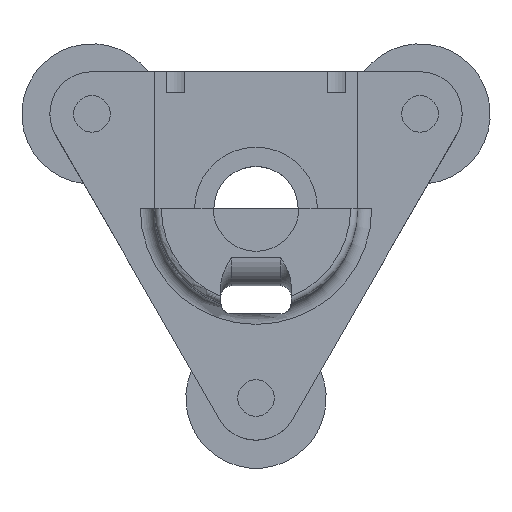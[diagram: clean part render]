
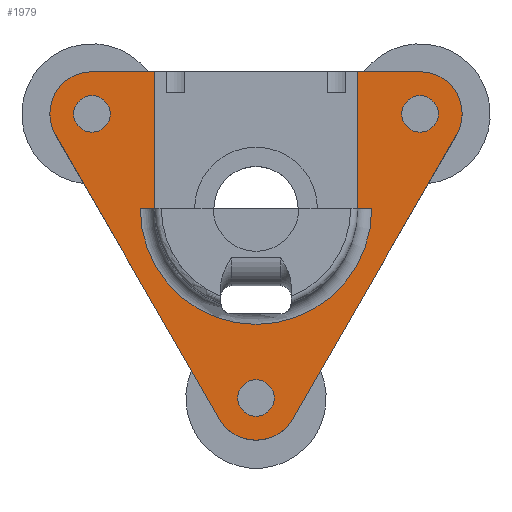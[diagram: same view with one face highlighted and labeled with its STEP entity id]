
A CAD part, top view. The second image highlights one B-rep face of the part: STEP entity #1979.
In plain terms, the highlighted planar face has unit normal (0, 0, 1).
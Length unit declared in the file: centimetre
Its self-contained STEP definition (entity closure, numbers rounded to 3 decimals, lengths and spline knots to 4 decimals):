
#162=PLANE('',#2144);
#208=VECTOR('',#2253,1.);
#215=VECTOR('',#2268,1.);
#312=VECTOR('',#2493,1.);
#326=VECTOR('',#2537,1.);
#327=VECTOR('',#2543,1.);
#328=VECTOR('',#2546,1.);
#329=VECTOR('',#2549,1.);
#391=LINE('',#2724,#208);
#398=LINE('',#2745,#215);
#495=LINE('',#3311,#312);
#509=LINE('',#3357,#326);
#510=LINE('',#3362,#327);
#511=LINE('',#3366,#328);
#512=LINE('',#3370,#329);
#586=VERTEX_POINT('',#2723);
#587=VERTEX_POINT('',#2725);
#596=VERTEX_POINT('',#2744);
#597=VERTEX_POINT('',#2746);
#696=VERTEX_POINT('',#3312);
#706=VERTEX_POINT('',#3356);
#708=VERTEX_POINT('',#3363);
#709=VERTEX_POINT('',#3365);
#710=VERTEX_POINT('',#3367);
#711=VERTEX_POINT('',#3369);
#712=VERTEX_POINT('',#3371);
#713=VERTEX_POINT('',#3373);
#714=VERTEX_POINT('',#3375);
#715=VERTEX_POINT('',#3377);
#716=VERTEX_POINT('',#3379);
#783=CIRCLE('',#2107,1.65);
#800=CIRCLE('',#2147,0.6);
#801=CIRCLE('',#2148,0.6);
#802=CIRCLE('',#2149,0.6);
#803=CIRCLE('',#2150,0.26);
#804=CIRCLE('',#2151,0.26);
#805=CIRCLE('',#2152,0.26);
#842=EDGE_CURVE('',#587,#586,#391,.T.);
#853=EDGE_CURVE('',#597,#596,#398,.T.);
#973=EDGE_CURVE('',#587,#596,#783,.T.);
#999=EDGE_CURVE('',#696,#597,#495,.T.);
#1023=EDGE_CURVE('',#586,#706,#509,.T.);
#1027=EDGE_CURVE('',#708,#706,#510,.T.);
#1028=EDGE_CURVE('',#709,#708,#800,.T.);
#1029=EDGE_CURVE('',#710,#709,#511,.T.);
#1030=EDGE_CURVE('',#711,#710,#801,.T.);
#1031=EDGE_CURVE('',#712,#711,#512,.T.);
#1032=EDGE_CURVE('',#713,#712,#802,.T.);
#1033=EDGE_CURVE('',#696,#713,#510,.T.);
#1034=EDGE_CURVE('',#714,#714,#803,.T.);
#1035=EDGE_CURVE('',#715,#715,#804,.T.);
#1036=EDGE_CURVE('',#716,#716,#805,.T.);
#1448=ORIENTED_EDGE('',*,*,#842,.T.);
#1449=ORIENTED_EDGE('',*,*,#1023,.T.);
#1450=ORIENTED_EDGE('',*,*,#1027,.F.);
#1451=ORIENTED_EDGE('',*,*,#1028,.F.);
#1452=ORIENTED_EDGE('',*,*,#1029,.F.);
#1453=ORIENTED_EDGE('',*,*,#1030,.F.);
#1454=ORIENTED_EDGE('',*,*,#1031,.F.);
#1455=ORIENTED_EDGE('',*,*,#1032,.F.);
#1456=ORIENTED_EDGE('',*,*,#1033,.F.);
#1457=ORIENTED_EDGE('',*,*,#999,.T.);
#1458=ORIENTED_EDGE('',*,*,#853,.T.);
#1459=ORIENTED_EDGE('',*,*,#973,.F.);
#1460=ORIENTED_EDGE('',*,*,#1034,.T.);
#1461=ORIENTED_EDGE('',*,*,#1035,.T.);
#1462=ORIENTED_EDGE('',*,*,#1036,.T.);
#1721=EDGE_LOOP('',(#1448,#1449,#1450,#1451,#1452,#1453,#1454,#1455,#1456,
#1457,#1458,#1459));
#1722=EDGE_LOOP('',(#1460));
#1723=EDGE_LOOP('',(#1461));
#1724=EDGE_LOOP('',(#1462));
#1859=FACE_BOUND('',#1721,.T.);
#1860=FACE_BOUND('',#1722,.T.);
#1861=FACE_BOUND('',#1723,.T.);
#1862=FACE_BOUND('',#1724,.T.);
#1979=ADVANCED_FACE('',(#1859,#1860,#1861,#1862),#162,.T.);
#2107=AXIS2_PLACEMENT_3D('',#3264,#2451,#2452);
#2144=AXIS2_PLACEMENT_3D('',#3358,#2538,$);
#2147=AXIS2_PLACEMENT_3D('',#3364,#2544,#2545);
#2148=AXIS2_PLACEMENT_3D('',#3368,#2547,#2548);
#2149=AXIS2_PLACEMENT_3D('',#3372,#2550,#2551);
#2150=AXIS2_PLACEMENT_3D('',#3374,#2552,#2553);
#2151=AXIS2_PLACEMENT_3D('',#3376,#2554,#2555);
#2152=AXIS2_PLACEMENT_3D('',#3378,#2556,#2557);
#2253=DIRECTION('',(1.,0.,0.));
#2268=DIRECTION('',(1.,0.,0.));
#2451=DIRECTION('',(0.,0.,1.));
#2452=DIRECTION('',(0.,-1.65,0.));
#2493=DIRECTION('',(0.,-1.,0.));
#2537=DIRECTION('',(0.,1.,0.));
#2538=DIRECTION('',(0.,0.,1.));
#2543=DIRECTION('',(1.,0.,0.));
#2544=DIRECTION('',(0.,0.,-1.));
#2545=DIRECTION('',(-0.52,0.3,0.));
#2546=DIRECTION('',(-0.5,0.866,0.));
#2547=DIRECTION('',(0.,0.,-1.));
#2548=DIRECTION('',(0.,-0.6,0.));
#2549=DIRECTION('',(-0.5,-0.866,0.));
#2550=DIRECTION('',(0.,0.,-1.));
#2551=DIRECTION('',(0.52,0.3,0.));
#2552=DIRECTION('',(0.,0.,-1.));
#2553=DIRECTION('',(0.26,0.,0.));
#2554=DIRECTION('',(0.,0.,-1.));
#2555=DIRECTION('',(-0.13,0.225,0.));
#2556=DIRECTION('',(0.,0.,-1.));
#2557=DIRECTION('',(-0.13,-0.225,0.));
#2723=CARTESIAN_POINT('',(-1.45,0.,0.7));
#2724=CARTESIAN_POINT('',(0.,0.,0.7));
#2725=CARTESIAN_POINT('',(-1.65,0.,0.7));
#2744=CARTESIAN_POINT('',(1.65,0.,0.7));
#2745=CARTESIAN_POINT('',(0.,0.,0.7));
#2746=CARTESIAN_POINT('',(1.45,0.,0.7));
#3264=CARTESIAN_POINT('',(0.,0.,0.7));
#3311=CARTESIAN_POINT('',(1.45,0.4875,0.7));
#3312=CARTESIAN_POINT('',(1.45,1.95,0.7));
#3356=CARTESIAN_POINT('',(-1.45,1.95,0.7));
#3357=CARTESIAN_POINT('',(-1.45,0.4875,0.7));
#3358=CARTESIAN_POINT('',(0.,0.,0.7));
#3362=CARTESIAN_POINT('',(3.3775,1.95,0.7));
#3363=CARTESIAN_POINT('',(-2.3383,1.95,0.7));
#3364=CARTESIAN_POINT('',(-2.3383,1.35,0.7));
#3365=CARTESIAN_POINT('',(-2.8579,1.05,0.7));
#3366=CARTESIAN_POINT('',(-3.3775,1.95,0.7));
#3367=CARTESIAN_POINT('',(-0.5196,-3.,0.7));
#3368=CARTESIAN_POINT('',(0.,-2.7,0.7));
#3369=CARTESIAN_POINT('',(0.5196,-3.,0.7));
#3370=CARTESIAN_POINT('',(0.,-3.9,0.7));
#3371=CARTESIAN_POINT('',(2.8579,1.05,0.7));
#3372=CARTESIAN_POINT('',(2.3383,1.35,0.7));
#3373=CARTESIAN_POINT('',(2.3383,1.95,0.7));
#3374=CARTESIAN_POINT('',(0.,-2.7,0.7));
#3375=CARTESIAN_POINT('',(-0.26,-2.7,0.7));
#3376=CARTESIAN_POINT('',(2.3383,1.35,0.7));
#3377=CARTESIAN_POINT('',(2.4683,1.1248,0.7));
#3378=CARTESIAN_POINT('',(-2.3383,1.35,0.7));
#3379=CARTESIAN_POINT('',(-2.2083,1.5752,0.7));
